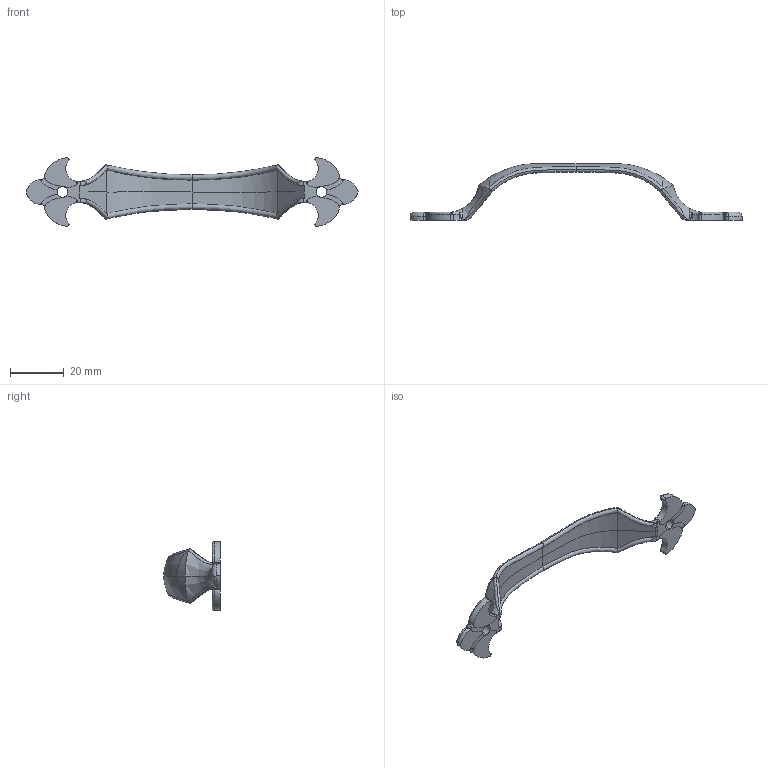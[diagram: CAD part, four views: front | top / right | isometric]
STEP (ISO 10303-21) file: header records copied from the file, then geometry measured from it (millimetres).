
FILE_DESCRIPTION (( 'STEP AP214' ), '1' );
FILE_NAME ('F003260,F003261_3D.step', '2022-08-15T13:06:18', ( '' ), ( '' ), 'SwSTEP 2.0', 'SolidWorks 2020', '' );
FILE_SCHEMA (( 'AUTOMOTIVE_DESIGN' ));
Length unit declared in the file: millimetre
Products named in the file (1): F003260,F003261_3D
Bounding box: 123 x 21 x 25.38 mm (x, y, z)
Volume: 5046.1 mm3; surface area: 4806.6 mm2
Topology: 1 solids, 1 shells, 243 faces, 707 edges, 435 vertices
Faces by surface type: bspline 161, cylinder 48, plane 34
Entity records: 24225 total; most frequent: CARTESIAN_POINT 16894, ORIENTED_EDGE 1360, EDGE_CURVE 680, B_SPLINE_CURVE_WITH_KNOTS 476, VERTEX_POINT 435, DIRECTION 401, UNCERTAINTY_MEASURE_WITH_UNIT 246, SURFACE_STYLE_USAGE 245
